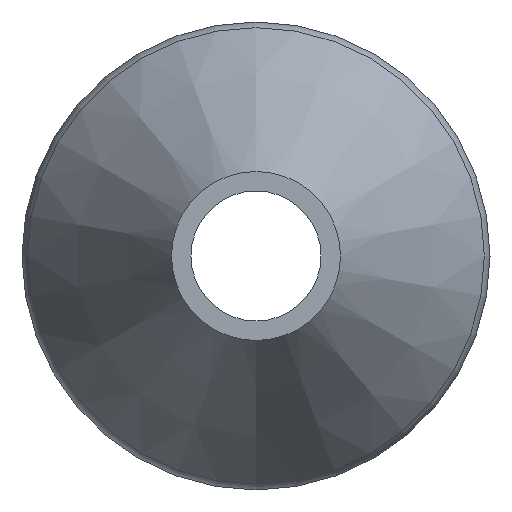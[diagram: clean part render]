
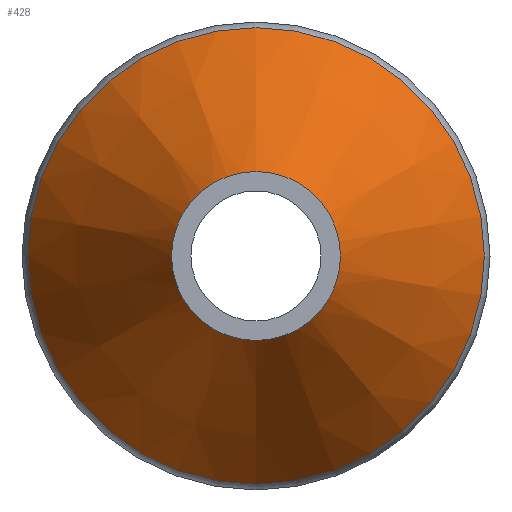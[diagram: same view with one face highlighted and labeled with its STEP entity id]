
A CAD part, left-side view. The second image highlights one B-rep face of the part: STEP entity #428.
In plain terms, the highlighted conical face has half-angle 31.266 degrees and reference radius 1.8 mm.
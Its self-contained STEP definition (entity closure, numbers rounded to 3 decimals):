
#347 = EDGE_CURVE('',#348,#348,#350,.T.);
#348 = VERTEX_POINT('',#349);
#349 = CARTESIAN_POINT('',(8.,0.,0.65));
#350 = CIRCLE('',#351,0.65);
#351 = AXIS2_PLACEMENT_3D('',#352,#353,#354);
#352 = CARTESIAN_POINT('',(8.,0.,0.));
#353 = DIRECTION('',(-1.,0.,0.));
#354 = DIRECTION('',(0.,0.,1.));
#428 = ADVANCED_FACE('',(#429),#447,.T.);
#429 = FACE_BOUND('',#430,.T.);
#430 = EDGE_LOOP('',(#431,#440,#445,#446));
#431 = ORIENTED_EDGE('',*,*,#432,.T.);
#432 = EDGE_CURVE('',#433,#433,#435,.T.);
#433 = VERTEX_POINT('',#434);
#434 = CARTESIAN_POINT('',(9.822,0.,1.756));
#435 = CIRCLE('',#436,1.756);
#436 = AXIS2_PLACEMENT_3D('',#437,#438,#439);
#437 = CARTESIAN_POINT('',(9.822,0.,0.));
#438 = DIRECTION('',(-1.,0.,0.));
#439 = DIRECTION('',(0.,0.,1.));
#440 = ORIENTED_EDGE('',*,*,#441,.F.);
#441 = EDGE_CURVE('',#348,#433,#442,.T.);
#442 = B_SPLINE_CURVE_WITH_KNOTS('',1,(#443,#444),.UNSPECIFIED.,.F.,.F.,
  (2,2),(-2.216,-0.084),.PIECEWISE_BEZIER_KNOTS.);
#443 = CARTESIAN_POINT('',(8.,0.,0.65));
#444 = CARTESIAN_POINT('',(9.822,0.,
    1.756));
#445 = ORIENTED_EDGE('',*,*,#347,.F.);
#446 = ORIENTED_EDGE('',*,*,#441,.T.);
#447 = CONICAL_SURFACE('',#448,1.8,0.546);
#448 = AXIS2_PLACEMENT_3D('',#449,#450,#451);
#449 = CARTESIAN_POINT('',(9.894,0.,0.));
#450 = DIRECTION('',(1.,0.,0.));
#451 = DIRECTION('',(0.,0.,-1.));
